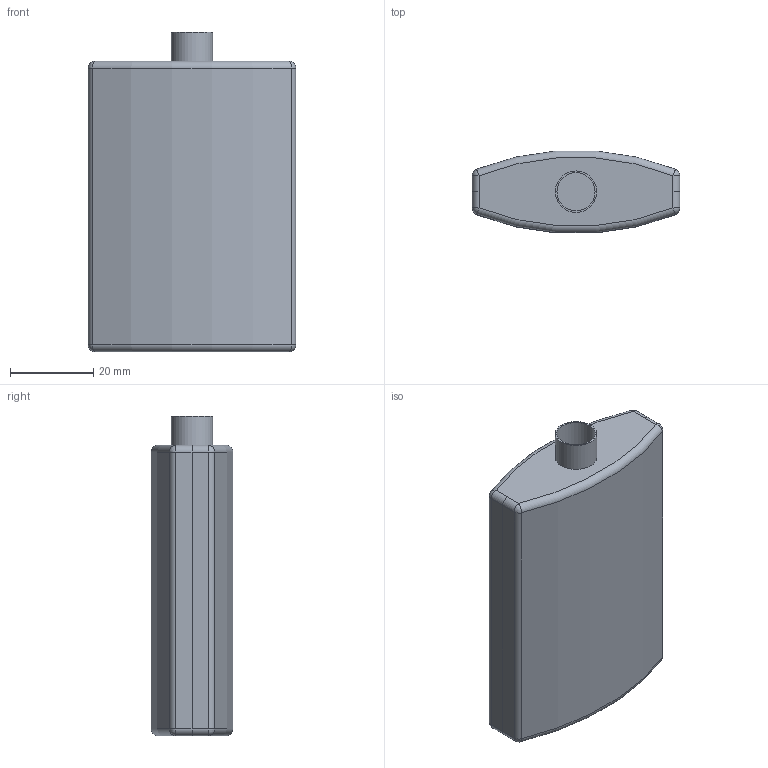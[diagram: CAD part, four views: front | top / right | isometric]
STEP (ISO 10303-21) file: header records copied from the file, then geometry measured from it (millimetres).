
FILE_DESCRIPTION(('Open CASCADE Model'),'2;1');
FILE_NAME('Open CASCADE Shape Model','2023-03-06T23:20:23',('Author'),( 'Open CASCADE'),'Open CASCADE STEP processor 7.6','Open CASCADE 7.6' ,'Unknown');
FILE_SCHEMA(('AUTOMOTIVE_DESIGN { 1 0 10303 214 1 1 1 1 }'));
Length unit declared in the file: millimetre
Products named in the file (1): Open CASCADE STEP translator 7.6 1
Bounding box: 50 x 19.63 x 77 mm (x, y, z)
Volume: 3993.8 mm3; surface area: 19981.5 mm2
Topology: 1 solids, 1 shells, 68 faces, 148 edges, 69 vertices
Faces by surface type: cylinder 30, sphere 16, plane 13, torus 9
Full cylindrical faces by diameter (mm): 9.2 x1, 10 x1
Entity records: 3396 total; most frequent: CARTESIAN_POINT 598, DIRECTION 568, LINE 266, VECTOR 266, ORIENTED_EDGE 264, PCURVE 264, DEFINITIONAL_REPRESENTATION 264, AXIS2_PLACEMENT_3D 147
